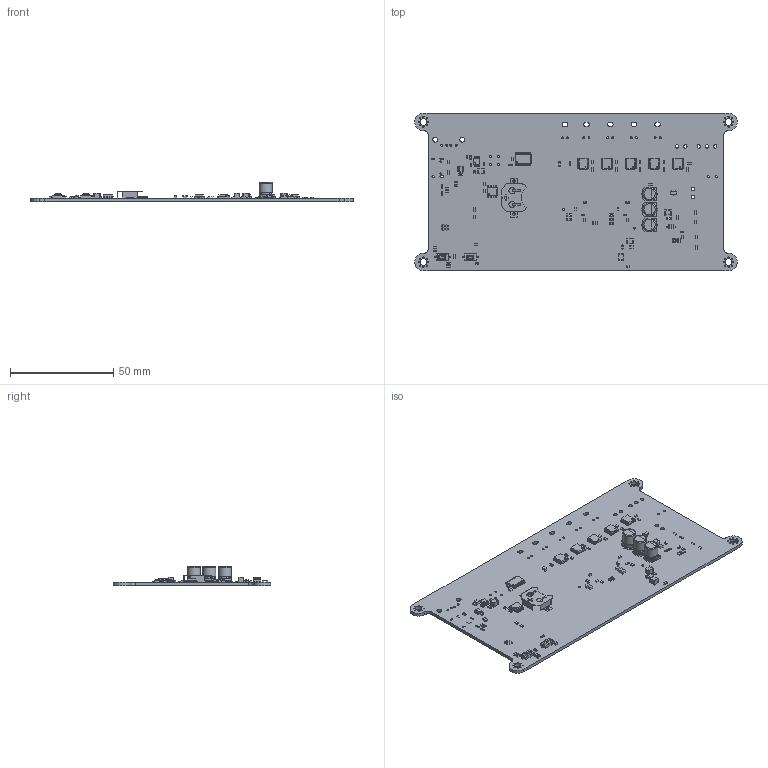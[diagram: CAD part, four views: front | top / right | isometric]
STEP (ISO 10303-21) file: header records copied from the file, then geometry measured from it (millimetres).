
FILE_DESCRIPTION(('KiCad electronic assembly'),'2;1');
FILE_NAME('growth_module_pcb.step','2024-04-04T12:36:41',('Pcbnew'),( 'Kicad'),'Open CASCADE STEP processor 7.7','KiCad to STEP converter' ,'Unknown');
FILE_SCHEMA(('AUTOMOTIVE_DESIGN { 1 0 10303 214 1 1 1 1 }'));
Length unit declared in the file: millimetre
Products named in the file (34): growth_module_pcb 1; C_0603_1608Metric; TSSOP-24_4.4x7.8mm_P0.65mm; TSSOP_24_44x78mm_P065mm; C_0805_2012Metric; R_0603_1608Metric; L_1210_3225Metric; TSSOP-16-1EP_4.4x5mm_Pitch0.65mm_EP3.4x5mm; TSSOP_16_1EP_44x5mm_Pitch065mm_EP34x5mm; D_SOD-323; D_SOD_323; SOT-23-6; SOT_23_6; R_0805_2012Metric; C_1210_3225Metric; CP_Elec_6.3x7.7; CP_Elec_63x77; BatteryHolder_Keystone_3000_1x12mm; Keystone_3000_1x12mm; SW_SPST_CK_RS282G05A3; SOT-23; SOT_23; MSOP-10_3x3mm_P0.5mm; MSOP_10_3x3mm_P05mm; SOIC-8_3.9x4.9mm_P1.27mm; SOIC_8_39x49mm_P127mm; _autosave-growth_module_pcb_PCB
Assembly tree (106 placements, depth 3):
  growth_module_pcb 1
    C_0603_1608Metric  x25
      C_0603_1608Metric
    TSSOP-24_4.4x7.8mm_P0.65mm
      TSSOP_24_44x78mm_P065mm
    C_0805_2012Metric  x8
      C_0805_2012Metric
    R_0603_1608Metric  x34
      R_0603_1608Metric
    L_1210_3225Metric  x2
      L_1210_3225Metric
    TSSOP-16-1EP_4.4x5mm_Pitch0.65mm_EP3.4x5mm  x5
      TSSOP_16_1EP_44x5mm_Pitch065mm_EP34x5mm
    D_SOD-323
      D_SOD_323
    SOT-23-6
      SOT_23_6
    R_0805_2012Metric
      R_0805_2012Metric
    C_1210_3225Metric  x2
      C_1210_3225Metric
    CP_Elec_6.3x7.7  x3
      CP_Elec_63x77
    BatteryHolder_Keystone_3000_1x12mm
      Keystone_3000_1x12mm
    SW_SPST_CK_RS282G05A3  x2
      SW_SPST_CK_RS282G05A3
    SOT-23
      SOT_23
    MSOP-10_3x3mm_P0.5mm
      MSOP_10_3x3mm_P05mm
    SOIC-8_3.9x4.9mm_P1.27mm
      SOIC_8_39x49mm_P127mm
    _autosave-growth_module_pcb_PCB
Bounding box: 156.15 x 76.25 x 9.35 mm (x, y, z)
Volume: 18794.7 mm3; surface area: 26059.2 mm2
Topology: 91 solids, 91 shells, 4975 faces, 13054 edges, 8369 vertices
Faces by surface type: plane 3043, cylinder 1514, bspline 403, torus 12, revolution 3
Full cylindrical faces by diameter (mm): 0.203 x11, 0.3 x75, 0.35 x12, 0.4 x5, 0.5 x34, 0.6 x1, 0.65 x2, 0.95 x10, 1 x12, 1.19 x2, 1.7 x7, 2.38 x2, 3.2 x4, 6.3 x6
Entity records: 71568 total; most frequent: CARTESIAN_POINT 11324, ORIENTED_EDGE 10048, DIRECTION 9465, EDGE_CURVE 5024, LINE 3652, VECTOR 3652, VERTEX_POINT 3187, AXIS2_PLACEMENT_3D 2906
